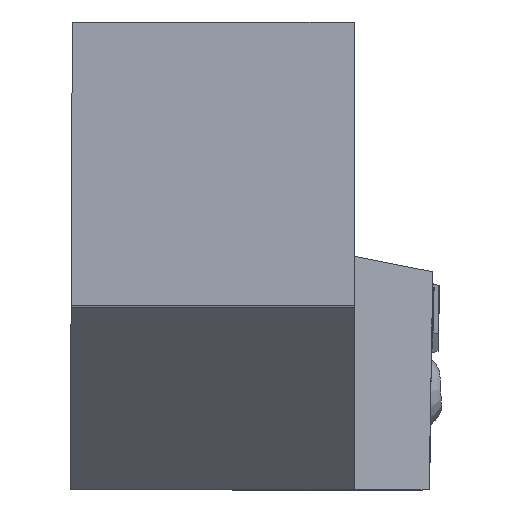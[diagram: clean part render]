
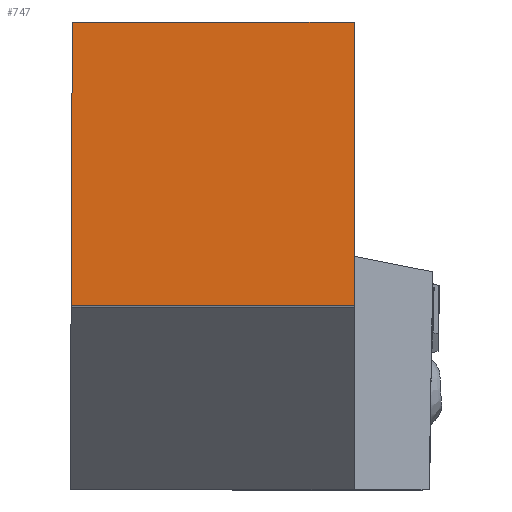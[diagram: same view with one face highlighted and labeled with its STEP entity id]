
A CAD part, top view. The second image highlights one B-rep face of the part: STEP entity #747.
In plain terms, the highlighted planar face has unit normal (0, 0, 1).
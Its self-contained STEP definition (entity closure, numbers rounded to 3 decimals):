
#140=LINE('',#3649,#359);
#142=LINE('',#3653,#361);
#143=LINE('',#3655,#362);
#144=LINE('',#3657,#363);
#359=VECTOR('',#2915,1.);
#361=VECTOR('',#2919,1.);
#362=VECTOR('',#2920,1.);
#363=VECTOR('',#2921,1.);
#622=FACE_OUTER_BOUND('',#1054,.T.);
#747=ADVANCED_FACE('BLANK_BOXF006',(#622),#874,.F.);
#874=PLANE('',#2617);
#1054=EDGE_LOOP('',(#1219,#1220,#1221,#1222));
#1219=ORIENTED_EDGE('',*,*,#2136,.T.);
#1220=ORIENTED_EDGE('',*,*,#2134,.T.);
#1221=ORIENTED_EDGE('',*,*,#2137,.T.);
#1222=ORIENTED_EDGE('',*,*,#2138,.T.);
#1898=VERTEX_POINT('',#3648);
#1899=VERTEX_POINT('',#3650);
#1900=VERTEX_POINT('',#3654);
#1901=VERTEX_POINT('',#3656);
#2134=EDGE_CURVE('',#1899,#1898,#140,.T.);
#2136=EDGE_CURVE('',#1900,#1899,#142,.T.);
#2137=EDGE_CURVE('',#1898,#1901,#143,.T.);
#2138=EDGE_CURVE('',#1901,#1900,#144,.T.);
#2617=AXIS2_PLACEMENT_3D('',#3658,#2922,#2923);
#2915=DIRECTION('',(-1.,0.,0.));
#2919=DIRECTION('',(0.,1.,0.));
#2920=DIRECTION('',(-0.004,-1.,0.));
#2921=DIRECTION('',(1.,0.,0.));
#2922=DIRECTION('',(0.,0.,-1.));
#2923=DIRECTION('',(0.,-1.,0.));
#3648=CARTESIAN_POINT('',(0.109,0.,0.));
#3649=CARTESIAN_POINT('',(151.35,0.,0.));
#3650=CARTESIAN_POINT('',(24.875,0.,0.));
#3653=CARTESIAN_POINT('',(24.875,-151.35,0.));
#3654=CARTESIAN_POINT('',(24.875,-24.875,0.));
#3655=CARTESIAN_POINT('',(0.769,151.349,0.));
#3656=CARTESIAN_POINT('',(0.,-24.875,0.));
#3657=CARTESIAN_POINT('',(-151.35,-24.875,0.));
#3658=CARTESIAN_POINT('',(57.225,-40.875,0.));
